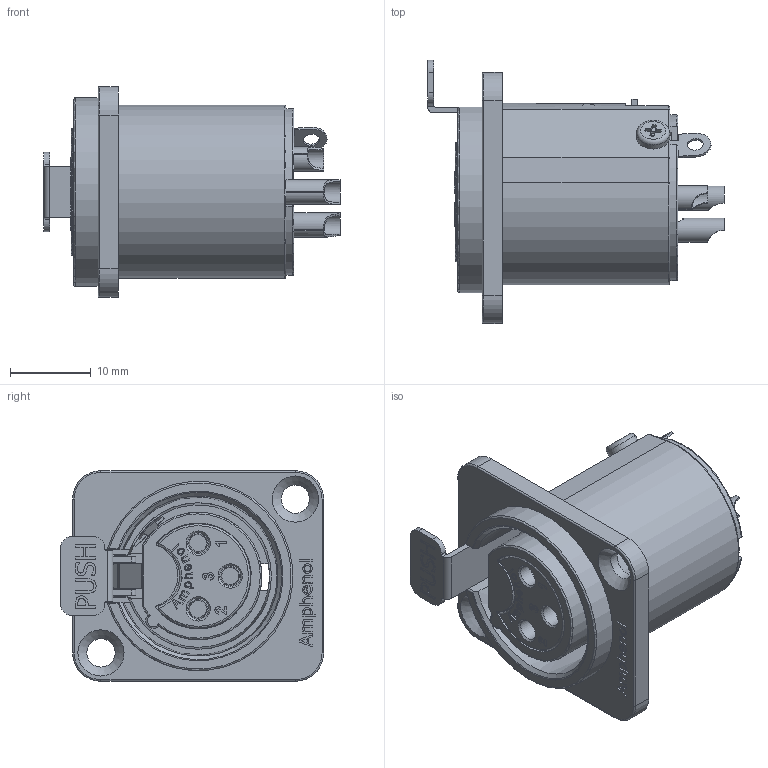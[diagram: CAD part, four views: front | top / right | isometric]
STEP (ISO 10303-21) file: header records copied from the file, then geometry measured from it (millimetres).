
FILE_DESCRIPTION(/* description */ (''),/* implementation_level */ '2;1');
FILE_NAME(/* name */ 'AC3FDZ.stp',/* time_stamp */ '2019-05-24T15:08:51+10:00',/* author */ ('minh'),/* organization */ (''),/* preprocessor_version */ 'ST-DEVELOPER v16.1',/* originating_system */ 'Autodesk Inventor 2016',/* authorisation */ '');
FILE_SCHEMA (('AUTOMOTIVE_DESIGN { 1 0 10303 214 3 1 1 }'));
Length unit declared in the file: millimetre
Products named in the file (10): 011-4042-000; 259-4017-000; 030-4098-000; 348-4066-000; 208-4006-000; 990-4173-000; 51270068-531; 50300213-131; 51560083-132; AC3FDZ
Assembly tree (11 placements, depth 3):
  AC3FDZ
    011-4042-000
    259-4017-000
    030-4098-000
    348-4066-000
    208-4006-000
    990-4173-000
    51560083-132
      51270068-531
      50300213-131  x3
Bounding box: 36.59 x 32.52 x 26 mm (x, y, z)
Volume: 7913.8 mm3; surface area: 12615 mm2
Topology: 10 solids, 10 shells, 1146 faces, 3185 edges, 2094 vertices
Faces by surface type: plane 640, bspline 209, cylinder 176, cone 61, torus 42, sphere 18
Full cylindrical faces by diameter (mm): 1.6 x1, 2 x1, 2.35 x1, 2.5 x1, 2.6 x3, 3.5 x5, 4.1 x1, 13.1 x1
Entity records: 33010 total; most frequent: CARTESIAN_POINT 9623, ORIENTED_EDGE 5218, DIRECTION 4084, EDGE_CURVE 2609, VERTEX_POINT 1731, LINE 1600, VECTOR 1600, AXIS2_PLACEMENT_3D 1242
